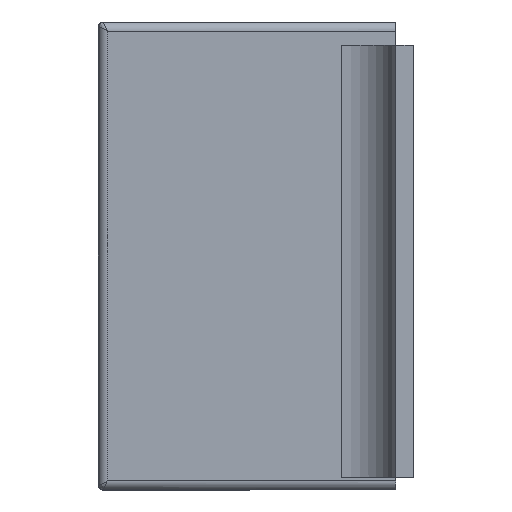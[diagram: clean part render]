
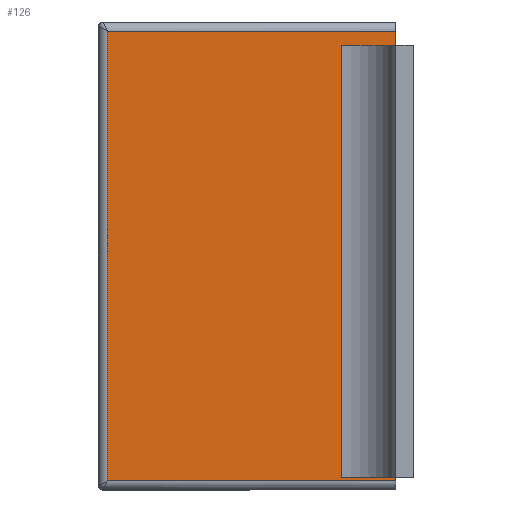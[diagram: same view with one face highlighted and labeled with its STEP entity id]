
A CAD part, left-side view. The second image highlights one B-rep face of the part: STEP entity #126.
In plain terms, the highlighted planar face has unit normal (-1, 0, 0).
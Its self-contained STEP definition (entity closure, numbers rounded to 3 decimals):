
#7 = CARTESIAN_POINT ( 'NONE',  ( -1.5, 0.1, -1.2 ) ) ;
#13 = ORIENTED_EDGE ( 'NONE', *, *, #269, .T. ) ;
#47 = VERTEX_POINT ( 'NONE', #358 ) ;
#59 = DIRECTION ( 'NONE',  ( 1., 0., 0. ) ) ;
#76 = LINE ( 'NONE', #771, #1024 ) ;
#87 = CARTESIAN_POINT ( 'NONE',  ( -1.5, 1.7, 1.305 ) ) ;
#89 = CARTESIAN_POINT ( 'NONE',  ( -1.5, 0.1, -1.2 ) ) ;
#111 = VECTOR ( 'NONE', #517, 1000. ) ;
#116 = VECTOR ( 'NONE', #950, 1000. ) ;
#120 = DIRECTION ( 'NONE',  ( 0., 1., 0. ) ) ;
#126 = ADVANCED_FACE ( 'NONE', ( #211 ), #1133, .F. ) ;
#144 = VECTOR ( 'NONE', #696, 1000. ) ;
#164 = LINE ( 'NONE', #723, #1086 ) ;
#178 = VECTOR ( 'NONE', #214, 1000. ) ;
#184 = CARTESIAN_POINT ( 'NONE',  ( -1.5, 0.4, 1.2 ) ) ;
#206 = VECTOR ( 'NONE', #1222, 1000. ) ;
#208 = ORIENTED_EDGE ( 'NONE', *, *, #952, .T. ) ;
#211 = FACE_OUTER_BOUND ( 'NONE', #432, .T. ) ;
#214 = DIRECTION ( 'NONE',  ( 0., 1., 0. ) ) ;
#242 = DIRECTION ( 'NONE',  ( 0., -1., 0. ) ) ;
#269 = EDGE_CURVE ( 'NONE', #482, #1338, #1332, .T. ) ;
#346 = ORIENTED_EDGE ( 'NONE', *, *, #1075, .T. ) ;
#358 = CARTESIAN_POINT ( 'NONE',  ( -1.5, 0.4, -1.2 ) ) ;
#432 = EDGE_LOOP ( 'NONE', ( #1325, #734, #796, #346, #13, #208, #949, #763 ) ) ;
#482 = VERTEX_POINT ( 'NONE', #1198 ) ;
#517 = DIRECTION ( 'NONE',  ( 0., -1., 0. ) ) ;
#545 = CARTESIAN_POINT ( 'NONE',  ( -1.5, 0.1, -1.22 ) ) ;
#586 = LINE ( 'NONE', #1093, #206 ) ;
#630 = AXIS2_PLACEMENT_3D ( 'NONE', #1021, #59, #1242 ) ;
#680 = CARTESIAN_POINT ( 'NONE',  ( -1.5, 0.1, 1.28 ) ) ;
#696 = DIRECTION ( 'NONE',  ( 0., 0., 1. ) ) ;
#723 = CARTESIAN_POINT ( 'NONE',  ( -1.5, 0.1, -1.27 ) ) ;
#734 = ORIENTED_EDGE ( 'NONE', *, *, #1246, .T. ) ;
#763 = ORIENTED_EDGE ( 'NONE', *, *, #1147, .T. ) ;
#771 = CARTESIAN_POINT ( 'NONE',  ( -1.5, 0.1, 1.2 ) ) ;
#796 = ORIENTED_EDGE ( 'NONE', *, *, #1025, .T. ) ;
#949 = ORIENTED_EDGE ( 'NONE', *, *, #1376, .T. ) ;
#950 = DIRECTION ( 'NONE',  ( 0., 0., -1. ) ) ;
#952 = EDGE_CURVE ( 'NONE', #1338, #1144, #1294, .T. ) ;
#975 = VERTEX_POINT ( 'NONE', #184 ) ;
#1017 = CARTESIAN_POINT ( 'NONE',  ( -1.5, 1.7, -1.22 ) ) ;
#1021 = CARTESIAN_POINT ( 'NONE',  ( -1.5, 1.725, 1.305 ) ) ;
#1023 = VERTEX_POINT ( 'NONE', #89 ) ;
#1024 = VECTOR ( 'NONE', #242, 1000. ) ;
#1025 = EDGE_CURVE ( 'NONE', #1279, #1288, #164, .T. ) ;
#1075 = EDGE_CURVE ( 'NONE', #1288, #482, #1124, .T. ) ;
#1086 = VECTOR ( 'NONE', #1272, 1000. ) ;
#1093 = CARTESIAN_POINT ( 'NONE',  ( -1.5, 0.4, 1.305 ) ) ;
#1124 = LINE ( 'NONE', #1178, #178 ) ;
#1129 = CARTESIAN_POINT ( 'NONE',  ( -1.5, 0.1, -1.27 ) ) ;
#1133 = PLANE ( 'NONE',  #630 ) ;
#1144 = VERTEX_POINT ( 'NONE', #545 ) ;
#1147 = EDGE_CURVE ( 'NONE', #1023, #47, #1308, .T. ) ;
#1151 = LINE ( 'NONE', #1129, #144 ) ;
#1178 = CARTESIAN_POINT ( 'NONE',  ( -1.5, 1.725, 1.28 ) ) ;
#1198 = CARTESIAN_POINT ( 'NONE',  ( -1.5, 1.7, 1.28 ) ) ;
#1200 = CARTESIAN_POINT ( 'NONE',  ( -1.5, 0.1, 1.2 ) ) ;
#1222 = DIRECTION ( 'NONE',  ( 0., 0., 1. ) ) ;
#1242 = DIRECTION ( 'NONE',  ( 0., 0., -1. ) ) ;
#1246 = EDGE_CURVE ( 'NONE', #975, #1279, #76, .T. ) ;
#1261 = VECTOR ( 'NONE', #120, 1000. ) ;
#1263 = CARTESIAN_POINT ( 'NONE',  ( -1.5, 1.725, -1.22 ) ) ;
#1269 = EDGE_CURVE ( 'NONE', #47, #975, #586, .T. ) ;
#1272 = DIRECTION ( 'NONE',  ( 0., 0., 1. ) ) ;
#1279 = VERTEX_POINT ( 'NONE', #1200 ) ;
#1288 = VERTEX_POINT ( 'NONE', #680 ) ;
#1294 = LINE ( 'NONE', #1263, #111 ) ;
#1308 = LINE ( 'NONE', #7, #1261 ) ;
#1325 = ORIENTED_EDGE ( 'NONE', *, *, #1269, .T. ) ;
#1332 = LINE ( 'NONE', #87, #116 ) ;
#1338 = VERTEX_POINT ( 'NONE', #1017 ) ;
#1376 = EDGE_CURVE ( 'NONE', #1144, #1023, #1151, .T. ) ;
